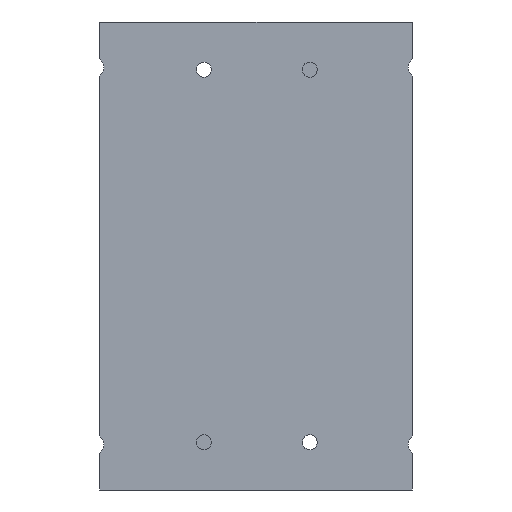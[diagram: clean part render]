
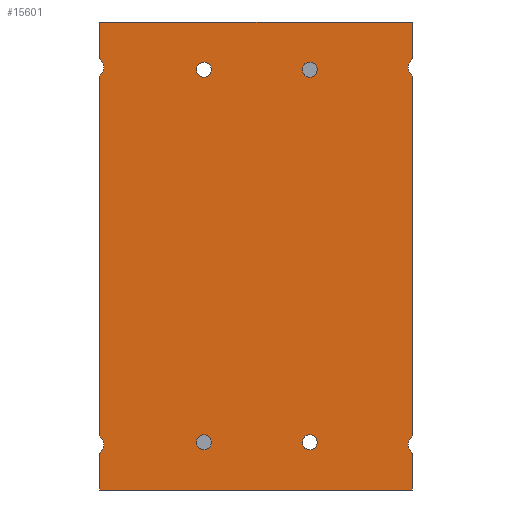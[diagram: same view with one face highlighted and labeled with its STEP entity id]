
A CAD part, front view. The second image highlights one B-rep face of the part: STEP entity #15601.
In plain terms, the highlighted planar face has unit normal (0, -1, 0).
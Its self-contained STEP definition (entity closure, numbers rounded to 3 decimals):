
#407=CARTESIAN_POINT('',(54.5,0.,63.25));
#408=DIRECTION('',(0.,1.,0.));
#409=DIRECTION('',(-0.571,0.,-0.821));
#410=AXIS2_PLACEMENT_3D('',#407,#408,#409);
#417=CARTESIAN_POINT('',(-17.5,0.,62.5));
#418=DIRECTION('',(0.,1.,0.));
#419=DIRECTION('',(1.,0.,0.));
#420=AXIS2_PLACEMENT_3D('',#417,#418,#419);
#422=CARTESIAN_POINT('',(-17.5,0.,62.5));
#423=DIRECTION('',(0.,1.,0.));
#424=DIRECTION('',(-1.,0.,0.));
#425=AXIS2_PLACEMENT_3D('',#422,#423,#424);
#427=CARTESIAN_POINT('',(18.032,0.,-62.5));
#428=DIRECTION('',(0.,1.,0.));
#429=DIRECTION('',(1.,0.,0.));
#430=AXIS2_PLACEMENT_3D('',#427,#428,#429);
#432=CARTESIAN_POINT('',(18.032,0.,-62.5));
#433=DIRECTION('',(0.,1.,0.));
#434=DIRECTION('',(-1.,0.,0.));
#435=AXIS2_PLACEMENT_3D('',#432,#433,#434);
#437=CARTESIAN_POINT('',(-17.5,0.,-62.5));
#438=DIRECTION('',(0.,-1.,0.));
#439=DIRECTION('',(1.,0.,0.));
#440=AXIS2_PLACEMENT_3D('',#437,#438,#439);
#442=CARTESIAN_POINT('',(-17.5,0.,-62.5));
#443=DIRECTION('',(0.,-1.,0.));
#444=DIRECTION('',(-1.,0.,0.));
#445=AXIS2_PLACEMENT_3D('',#442,#443,#444);
#447=CARTESIAN_POINT('',(18.032,0.,62.5));
#448=DIRECTION('',(0.,-1.,0.));
#449=DIRECTION('',(1.,0.,0.));
#450=AXIS2_PLACEMENT_3D('',#447,#448,#449);
#452=CARTESIAN_POINT('',(18.032,0.,62.5));
#453=DIRECTION('',(0.,-1.,0.));
#454=DIRECTION('',(-1.,0.,0.));
#455=AXIS2_PLACEMENT_3D('',#452,#453,#454);
#457=DIRECTION('',(0.,0.,-1.));
#458=VECTOR('',#457,12.378);
#459=CARTESIAN_POINT('',(52.5,0.,-66.122));
#460=LINE('',#459,#458);
#461=DIRECTION('',(-1.,0.,0.));
#462=VECTOR('',#461,105.);
#463=CARTESIAN_POINT('',(52.5,0.,-78.5));
#464=LINE('',#463,#462);
#465=DIRECTION('',(0.,0.,1.));
#466=VECTOR('',#465,12.378);
#467=CARTESIAN_POINT('',(-52.5,0.,-78.5));
#468=LINE('',#467,#466);
#469=DIRECTION('',(0.,0.,1.));
#470=VECTOR('',#469,120.755);
#471=CARTESIAN_POINT('',(-52.5,0.,-60.378));
#472=LINE('',#471,#470);
#473=DIRECTION('',(0.,0.,1.));
#474=VECTOR('',#473,12.378);
#475=CARTESIAN_POINT('',(-52.5,0.,66.122));
#476=LINE('',#475,#474);
#477=DIRECTION('',(1.,0.,0.));
#478=VECTOR('',#477,105.);
#479=CARTESIAN_POINT('',(-52.5,0.,78.5));
#480=LINE('',#479,#478);
#481=DIRECTION('',(0.,0.,-1.));
#482=VECTOR('',#481,12.378);
#483=CARTESIAN_POINT('',(52.5,0.,78.5));
#484=LINE('',#483,#482);
#485=DIRECTION('',(0.,0.,-1.));
#486=VECTOR('',#485,120.755);
#487=CARTESIAN_POINT('',(52.5,0.,60.378));
#488=LINE('',#487,#486);
#740=CARTESIAN_POINT('',(-54.5,0.,63.25));
#741=DIRECTION('',(0.,1.,0.));
#742=DIRECTION('',(0.571,0.,0.821));
#743=AXIS2_PLACEMENT_3D('',#740,#741,#742);
#3996=CARTESIAN_POINT('',(54.5,0.,-63.25));
#3997=DIRECTION('',(0.,1.,0.));
#3998=DIRECTION('',(-0.571,0.,-0.821));
#3999=AXIS2_PLACEMENT_3D('',#3996,#3997,#3998);
#10601=CARTESIAN_POINT('',(-54.5,0.,-63.25));
#10602=DIRECTION('',(0.,1.,0.));
#10603=DIRECTION('',(0.571,0.,0.821));
#10604=AXIS2_PLACEMENT_3D('',#10601,#10602,#10603);
#11957=CARTESIAN_POINT('',(-52.5,0.,78.5));
#11958=CARTESIAN_POINT('',(52.5,0.,78.5));
#11959=VERTEX_POINT('',#11957);
#11960=VERTEX_POINT('',#11958);
#11961=CARTESIAN_POINT('',(52.5,0.,-78.5));
#11962=CARTESIAN_POINT('',(-52.5,0.,-78.5));
#11963=VERTEX_POINT('',#11961);
#11964=VERTEX_POINT('',#11962);
#14091=CARTESIAN_POINT('',(-15.,0.,62.5));
#14092=CARTESIAN_POINT('',(-20.,0.,62.5));
#14093=VERTEX_POINT('',#14091);
#14094=VERTEX_POINT('',#14092);
#14095=CARTESIAN_POINT('',(20.532,0.,-62.5));
#14096=CARTESIAN_POINT('',(15.532,0.,-62.5));
#14097=VERTEX_POINT('',#14095);
#14098=VERTEX_POINT('',#14096);
#14135=CARTESIAN_POINT('',(-52.5,0.,60.378));
#14137=VERTEX_POINT('',#14135);
#14139=CARTESIAN_POINT('',(-52.5,0.,66.122));
#14141=VERTEX_POINT('',#14139);
#14172=CARTESIAN_POINT('',(52.5,0.,60.378));
#14174=VERTEX_POINT('',#14172);
#14176=CARTESIAN_POINT('',(52.5,0.,66.122));
#14178=VERTEX_POINT('',#14176);
#14619=CARTESIAN_POINT('',(-15.,0.,-62.5));
#14620=VERTEX_POINT('',#14619);
#14621=CARTESIAN_POINT('',(-20.,0.,-62.5));
#14622=VERTEX_POINT('',#14621);
#14625=CARTESIAN_POINT('',(15.532,0.,62.5));
#14626=VERTEX_POINT('',#14625);
#14897=CARTESIAN_POINT('',(20.532,0.,62.5));
#14898=VERTEX_POINT('',#14897);
#14930=CARTESIAN_POINT('',(-52.5,0.,-60.378));
#14932=VERTEX_POINT('',#14930);
#14934=CARTESIAN_POINT('',(-52.5,0.,-66.122));
#14936=VERTEX_POINT('',#14934);
#14951=CARTESIAN_POINT('',(52.5,0.,-60.378));
#14953=VERTEX_POINT('',#14951);
#14955=CARTESIAN_POINT('',(52.5,0.,-66.122));
#14957=VERTEX_POINT('',#14955);
#15547=CARTESIAN_POINT('',(0.,0.,0.));
#15548=DIRECTION('',(0.,1.,0.));
#15549=DIRECTION('',(1.,0.,0.));
#15550=AXIS2_PLACEMENT_3D('',#15547,#15548,#15549);
#15551=PLANE('',#15550);
#15553=ORIENTED_EDGE('',*,*,#15552,.F.);
#15555=ORIENTED_EDGE('',*,*,#15554,.T.);
#15557=ORIENTED_EDGE('',*,*,#15556,.T.);
#15559=ORIENTED_EDGE('',*,*,#15558,.T.);
#15561=ORIENTED_EDGE('',*,*,#15560,.F.);
#15563=ORIENTED_EDGE('',*,*,#15562,.T.);
#15565=ORIENTED_EDGE('',*,*,#15564,.F.);
#15567=ORIENTED_EDGE('',*,*,#15566,.T.);
#15569=ORIENTED_EDGE('',*,*,#15568,.T.);
#15571=ORIENTED_EDGE('',*,*,#15570,.T.);
#15572=ORIENTED_EDGE('',*,*,#15537,.F.);
#15574=ORIENTED_EDGE('',*,*,#15573,.T.);
#15575=EDGE_LOOP('',(#15553,#15555,#15557,#15559,#15561,#15563,#15565,#15567,
#15569,#15571,#15572,#15574));
#15576=FACE_OUTER_BOUND('',#15575,.F.);
#15578=ORIENTED_EDGE('',*,*,#15577,.F.);
#15580=ORIENTED_EDGE('',*,*,#15579,.F.);
#15581=EDGE_LOOP('',(#15578,#15580));
#15582=FACE_BOUND('',#15581,.F.);
#15584=ORIENTED_EDGE('',*,*,#15583,.T.);
#15586=ORIENTED_EDGE('',*,*,#15585,.T.);
#15587=EDGE_LOOP('',(#15584,#15586));
#15588=FACE_BOUND('',#15587,.F.);
#15590=ORIENTED_EDGE('',*,*,#15589,.T.);
#15592=ORIENTED_EDGE('',*,*,#15591,.T.);
#15593=EDGE_LOOP('',(#15590,#15592));
#15594=FACE_BOUND('',#15593,.F.);
#15596=ORIENTED_EDGE('',*,*,#15595,.F.);
#15598=ORIENTED_EDGE('',*,*,#15597,.F.);
#15599=EDGE_LOOP('',(#15596,#15598));
#15600=FACE_BOUND('',#15599,.F.);
#15601=ADVANCED_FACE('',(#15576,#15582,#15588,#15594,#15600),#15551,.F.);
#411=CIRCLE('',#410,3.5);
#421=CIRCLE('',#420,2.5);
#426=CIRCLE('',#425,2.5);
#431=CIRCLE('',#430,2.5);
#436=CIRCLE('',#435,2.5);
#441=CIRCLE('',#440,2.5);
#446=CIRCLE('',#445,2.5);
#451=CIRCLE('',#450,2.5);
#456=CIRCLE('',#455,2.5);
#744=CIRCLE('',#743,3.5);
#4000=CIRCLE('',#3999,3.5);
#10605=CIRCLE('',#10604,3.5);
#15537=EDGE_CURVE('',#14174,#14178,#411,.T.);
#15552=EDGE_CURVE('',#14957,#14953,#4000,.T.);
#15554=EDGE_CURVE('',#14957,#11963,#460,.T.);
#15556=EDGE_CURVE('',#11963,#11964,#464,.T.);
#15558=EDGE_CURVE('',#11964,#14936,#468,.T.);
#15560=EDGE_CURVE('',#14932,#14936,#10605,.T.);
#15562=EDGE_CURVE('',#14932,#14137,#472,.T.);
#15564=EDGE_CURVE('',#14141,#14137,#744,.T.);
#15566=EDGE_CURVE('',#14141,#11959,#476,.T.);
#15568=EDGE_CURVE('',#11959,#11960,#480,.T.);
#15570=EDGE_CURVE('',#11960,#14178,#484,.T.);
#15573=EDGE_CURVE('',#14174,#14953,#488,.T.);
#15577=EDGE_CURVE('',#14097,#14098,#431,.T.);
#15579=EDGE_CURVE('',#14098,#14097,#436,.T.);
#15583=EDGE_CURVE('',#14620,#14622,#441,.T.);
#15585=EDGE_CURVE('',#14622,#14620,#446,.T.);
#15589=EDGE_CURVE('',#14898,#14626,#451,.T.);
#15591=EDGE_CURVE('',#14626,#14898,#456,.T.);
#15595=EDGE_CURVE('',#14093,#14094,#421,.T.);
#15597=EDGE_CURVE('',#14094,#14093,#426,.T.);
